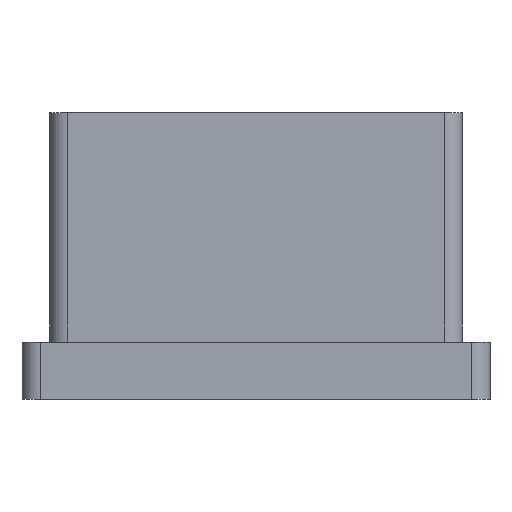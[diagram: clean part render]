
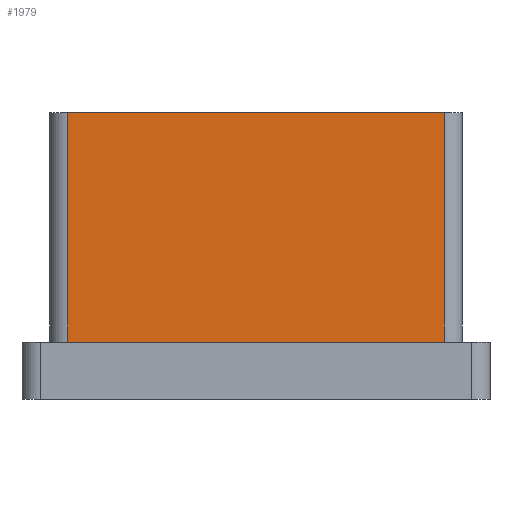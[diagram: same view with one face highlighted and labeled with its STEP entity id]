
A CAD part, front view. The second image highlights one B-rep face of the part: STEP entity #1979.
In plain terms, the highlighted planar face has unit normal (0, -1, 0).
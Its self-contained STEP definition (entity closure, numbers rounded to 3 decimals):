
#212=FACE_OUTER_BOUND('',#324,.T.);
#324=EDGE_LOOP('',(#1565,#1566,#1567,#1568));
#498=LINE('',#4263,#679);
#499=LINE('',#4265,#680);
#500=LINE('',#4267,#681);
#501=LINE('',#4268,#682);
#679=VECTOR('',#2452,10.414);
#680=VECTOR('',#2453,6.35);
#681=VECTOR('',#2454,10.414);
#682=VECTOR('',#2455,6.35);
#928=VERTEX_POINT('',#4261);
#929=VERTEX_POINT('',#4262);
#930=VERTEX_POINT('',#4264);
#931=VERTEX_POINT('',#4266);
#1172=EDGE_CURVE('',#928,#929,#498,.T.);
#1173=EDGE_CURVE('',#928,#930,#499,.T.);
#1174=EDGE_CURVE('',#930,#931,#500,.T.);
#1175=EDGE_CURVE('',#931,#929,#501,.T.);
#1565=ORIENTED_EDGE('',*,*,#1172,.F.);
#1566=ORIENTED_EDGE('',*,*,#1173,.T.);
#1567=ORIENTED_EDGE('',*,*,#1174,.T.);
#1568=ORIENTED_EDGE('',*,*,#1175,.T.);
#1900=PLANE('',#2110);
#1979=ADVANCED_FACE('',(#212),#1900,.T.);
#2110=AXIS2_PLACEMENT_3D('',#4260,#2450,#2451);
#2450=DIRECTION('center_axis',(0.,-1.,0.));
#2451=DIRECTION('ref_axis',(0.,0.,-1.));
#2452=DIRECTION('',(1.,0.,0.));
#2453=DIRECTION('',(0.,0.,-1.));
#2454=DIRECTION('',(1.,0.,0.));
#2455=DIRECTION('',(0.,0.,1.));
#4260=CARTESIAN_POINT('Origin',(-5.715,-5.715,-1.588));
#4261=CARTESIAN_POINT('',(-5.207,-5.715,4.763));
#4262=CARTESIAN_POINT('',(5.207,-5.715,4.763));
#4263=CARTESIAN_POINT('',(-5.207,-5.715,4.763));
#4264=CARTESIAN_POINT('',(-5.207,-5.715,-1.588));
#4265=CARTESIAN_POINT('',(-5.207,-5.715,4.763));
#4266=CARTESIAN_POINT('',(5.207,-5.715,-1.588));
#4267=CARTESIAN_POINT('',(-5.207,-5.715,-1.588));
#4268=CARTESIAN_POINT('',(5.207,-5.715,-1.588));
